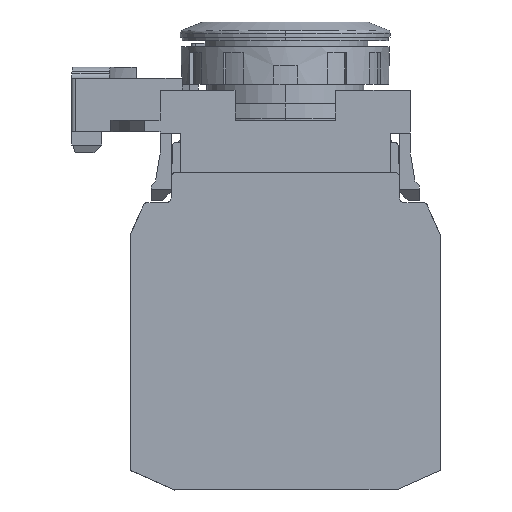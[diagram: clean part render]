
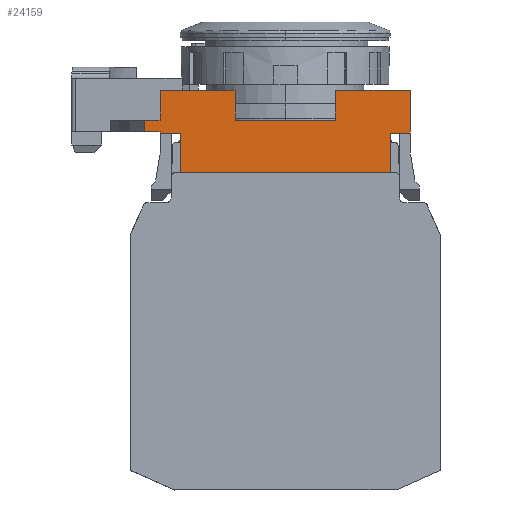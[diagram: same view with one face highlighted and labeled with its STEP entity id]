
A CAD part, left-side view. The second image highlights one B-rep face of the part: STEP entity #24159.
In plain terms, the highlighted planar face has unit normal (-1, 0, 0).
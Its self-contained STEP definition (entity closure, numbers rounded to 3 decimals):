
#211 = CARTESIAN_POINT ( 'NONE',  ( -14.9, 1.057, 11. ) ) ;
#213 = ORIENTED_EDGE ( 'NONE', *, *, #7991, .F. ) ;
#332 = CARTESIAN_POINT ( 'NONE',  ( -14.9, 6.7, 7. ) ) ;
#433 = VERTEX_POINT ( 'NONE', #8869 ) ;
#756 = DIRECTION ( 'NONE',  ( 1., 0., 0. ) ) ;
#872 = VERTEX_POINT ( 'NONE', #1053 ) ;
#978 = VECTOR ( 'NONE', #2161, 1000. ) ;
#1053 = CARTESIAN_POINT ( 'NONE',  ( -14.9, 14., 0. ) ) ;
#1064 = CARTESIAN_POINT ( 'NONE',  ( -14.9, 6.7, 11. ) ) ;
#1098 = CARTESIAN_POINT ( 'NONE',  ( -14.9, 1.057, 7. ) ) ;
#1109 = LINE ( 'NONE', #9551, #11094 ) ;
#1169 = LINE ( 'NONE', #9619, #10647 ) ;
#1562 = CARTESIAN_POINT ( 'NONE',  ( -14.9, 16.7, 7. ) ) ;
#1751 = VECTOR ( 'NONE', #8651, 1000. ) ;
#1835 = CARTESIAN_POINT ( 'NONE',  ( -14.9, 1.057, 5.5 ) ) ;
#1854 = ORIENTED_EDGE ( 'NONE', *, *, #15816, .F. ) ;
#2092 = LINE ( 'NONE', #16870, #10422 ) ;
#2161 = DIRECTION ( 'NONE',  ( 0., -1., 0. ) ) ;
#2428 = CARTESIAN_POINT ( 'NONE',  ( -14.9, 1.057, 11. ) ) ;
#2489 = ORIENTED_EDGE ( 'NONE', *, *, #25065, .F. ) ;
#2831 = CARTESIAN_POINT ( 'NONE',  ( -14.9, -16.7, 5.3 ) ) ;
#2833 = FACE_OUTER_BOUND ( 'NONE', #8341, .T. ) ;
#3284 = LINE ( 'NONE', #11723, #4541 ) ;
#3671 = VERTEX_POINT ( 'NONE', #14808 ) ;
#3700 = CARTESIAN_POINT ( 'NONE',  ( -14.9, -14., 5.3 ) ) ;
#3706 = DIRECTION ( 'NONE',  ( 0., 0., 1. ) ) ;
#4541 = VECTOR ( 'NONE', #20103, 1000. ) ;
#4675 = DIRECTION ( 'NONE',  ( 0., 1., 0. ) ) ;
#5277 = VERTEX_POINT ( 'NONE', #23815 ) ;
#5439 = VERTEX_POINT ( 'NONE', #3700 ) ;
#5495 = VERTEX_POINT ( 'NONE', #25190 ) ;
#5529 = ORIENTED_EDGE ( 'NONE', *, *, #7392, .T. ) ;
#6394 = VECTOR ( 'NONE', #26236, 1000. ) ;
#6868 = DIRECTION ( 'NONE',  ( 0., 0., 1. ) ) ;
#7096 = DIRECTION ( 'NONE',  ( 0., 0., -1. ) ) ;
#7144 = ORIENTED_EDGE ( 'NONE', *, *, #25679, .F. ) ;
#7392 = EDGE_CURVE ( 'NONE', #7427, #5439, #14197, .T. ) ;
#7427 = VERTEX_POINT ( 'NONE', #20655 ) ;
#7550 = DIRECTION ( 'NONE',  ( 0., 0., 1. ) ) ;
#7556 = ORIENTED_EDGE ( 'NONE', *, *, #19784, .F. ) ;
#7594 = LINE ( 'NONE', #16007, #26598 ) ;
#7991 = EDGE_CURVE ( 'NONE', #14426, #26115, #20005, .T. ) ;
#8341 = EDGE_LOOP ( 'NONE', ( #2489, #19849, #23957, #21800, #22229, #25901, #1854, #213, #21019, #25667, #9823, #15318, #7144, #21059, #5529, #7556 ) ) ;
#8651 = DIRECTION ( 'NONE',  ( 0., -1., 0. ) ) ;
#8663 = EDGE_CURVE ( 'NONE', #18143, #9368, #19123, .T. ) ;
#8869 = CARTESIAN_POINT ( 'NONE',  ( -14.9, 16.7, 11. ) ) ;
#9197 = DIRECTION ( 'NONE',  ( 0., 1., 0. ) ) ;
#9368 = VERTEX_POINT ( 'NONE', #19021 ) ;
#9415 = LINE ( 'NONE', #17818, #6394 ) ;
#9541 = DIRECTION ( 'NONE',  ( 0., -1., 0. ) ) ;
#9551 = CARTESIAN_POINT ( 'NONE',  ( -14.9, 16.7, 4. ) ) ;
#9619 = CARTESIAN_POINT ( 'NONE',  ( -14.9, 1.057, 5.3 ) ) ;
#9823 = ORIENTED_EDGE ( 'NONE', *, *, #10655, .F. ) ;
#10282 = DIRECTION ( 'NONE',  ( 0., 1., 0. ) ) ;
#10422 = VECTOR ( 'NONE', #25283, 1000. ) ;
#10545 = VECTOR ( 'NONE', #9541, 1000. ) ;
#10647 = VECTOR ( 'NONE', #18017, 1000. ) ;
#10655 = EDGE_CURVE ( 'NONE', #27223, #5495, #1109, .T. ) ;
#10865 = DIRECTION ( 'NONE',  ( 0., -1., 0. ) ) ;
#11010 = LINE ( 'NONE', #25761, #16536 ) ;
#11094 = VECTOR ( 'NONE', #17952, 1000. ) ;
#11274 = PLANE ( 'NONE',  #20451 ) ;
#11723 = CARTESIAN_POINT ( 'NONE',  ( -14.9, 6.7, 5.5 ) ) ;
#12078 = EDGE_CURVE ( 'NONE', #14426, #5277, #17567, .T. ) ;
#12643 = CARTESIAN_POINT ( 'NONE',  ( -14.9, 18.815, 7. ) ) ;
#12671 = LINE ( 'NONE', #21067, #978 ) ;
#12844 = VECTOR ( 'NONE', #7096, 1000. ) ;
#13442 = EDGE_CURVE ( 'NONE', #5495, #5277, #20736, .T. ) ;
#14101 = EDGE_CURVE ( 'NONE', #22998, #18143, #7594, .T. ) ;
#14197 = LINE ( 'NONE', #22602, #14499 ) ;
#14426 = VERTEX_POINT ( 'NONE', #12643 ) ;
#14499 = VECTOR ( 'NONE', #3706, 1000. ) ;
#14808 = CARTESIAN_POINT ( 'NONE',  ( -14.9, 14., 5.3 ) ) ;
#15159 = CARTESIAN_POINT ( 'NONE',  ( -14.9, -6.7, 11. ) ) ;
#15166 = LINE ( 'NONE', #23575, #21626 ) ;
#15318 = ORIENTED_EDGE ( 'NONE', *, *, #19179, .F. ) ;
#15816 = EDGE_CURVE ( 'NONE', #26115, #433, #11010, .T. ) ;
#16007 = CARTESIAN_POINT ( 'NONE',  ( -14.9, -6.7, 5.5 ) ) ;
#16436 = VECTOR ( 'NONE', #10282, 1000. ) ;
#16536 = VECTOR ( 'NONE', #6868, 1000. ) ;
#16870 = CARTESIAN_POINT ( 'NONE',  ( -14.9, 1.057, 7. ) ) ;
#17352 = VERTEX_POINT ( 'NONE', #332 ) ;
#17567 = LINE ( 'NONE', #25985, #12844 ) ;
#17818 = CARTESIAN_POINT ( 'NONE',  ( -14.9, -16.7, 5.5 ) ) ;
#17952 = DIRECTION ( 'NONE',  ( 0., 0., 1. ) ) ;
#18017 = DIRECTION ( 'NONE',  ( 0., 1., 0. ) ) ;
#18027 = LINE ( 'NONE', #26443, #26241 ) ;
#18143 = VERTEX_POINT ( 'NONE', #15159 ) ;
#19021 = CARTESIAN_POINT ( 'NONE',  ( -14.9, -16.7, 11. ) ) ;
#19123 = LINE ( 'NONE', #211, #1751 ) ;
#19179 = EDGE_CURVE ( 'NONE', #3671, #27223, #15166, .T. ) ;
#19426 = VECTOR ( 'NONE', #10865, 1000. ) ;
#19596 = EDGE_CURVE ( 'NONE', #433, #22850, #21338, .T. ) ;
#19662 = CARTESIAN_POINT ( 'NONE',  ( -14.9, -16.7, 0. ) ) ;
#19676 = VERTEX_POINT ( 'NONE', #2831 ) ;
#19784 = EDGE_CURVE ( 'NONE', #19676, #5439, #1169, .T. ) ;
#19849 = ORIENTED_EDGE ( 'NONE', *, *, #8663, .F. ) ;
#20005 = LINE ( 'NONE', #1098, #10545 ) ;
#20103 = DIRECTION ( 'NONE',  ( 0., 0., -1. ) ) ;
#20451 = AXIS2_PLACEMENT_3D ( 'NONE', #19662, #756, #9197 ) ;
#20655 = CARTESIAN_POINT ( 'NONE',  ( -14.9, -14., 0. ) ) ;
#20736 = LINE ( 'NONE', #1835, #16436 ) ;
#20756 = EDGE_CURVE ( 'NONE', #872, #7427, #12671, .T. ) ;
#21019 = ORIENTED_EDGE ( 'NONE', *, *, #12078, .T. ) ;
#21059 = ORIENTED_EDGE ( 'NONE', *, *, #20756, .T. ) ;
#21067 = CARTESIAN_POINT ( 'NONE',  ( -14.9, 0., 0. ) ) ;
#21338 = LINE ( 'NONE', #2428, #19426 ) ;
#21626 = VECTOR ( 'NONE', #4675, 1000. ) ;
#21800 = ORIENTED_EDGE ( 'NONE', *, *, #26243, .F. ) ;
#22229 = ORIENTED_EDGE ( 'NONE', *, *, #22861, .F. ) ;
#22602 = CARTESIAN_POINT ( 'NONE',  ( -14.9, -14., 2.65 ) ) ;
#22687 = CARTESIAN_POINT ( 'NONE',  ( -14.9, 16.7, 5.3 ) ) ;
#22850 = VERTEX_POINT ( 'NONE', #1064 ) ;
#22861 = EDGE_CURVE ( 'NONE', #22850, #17352, #3284, .T. ) ;
#22998 = VERTEX_POINT ( 'NONE', #27016 ) ;
#23575 = CARTESIAN_POINT ( 'NONE',  ( -14.9, 1.057, 5.3 ) ) ;
#23815 = CARTESIAN_POINT ( 'NONE',  ( -14.9, 18.815, 5.5 ) ) ;
#23957 = ORIENTED_EDGE ( 'NONE', *, *, #14101, .F. ) ;
#24159 = ADVANCED_FACE ( 'NONE', ( #2833 ), #11274, .F. ) ;
#24415 = DIRECTION ( 'NONE',  ( 0., 0., 1. ) ) ;
#25065 = EDGE_CURVE ( 'NONE', #9368, #19676, #9415, .T. ) ;
#25190 = CARTESIAN_POINT ( 'NONE',  ( -14.9, 16.7, 5.5 ) ) ;
#25283 = DIRECTION ( 'NONE',  ( 0., -1., 0. ) ) ;
#25667 = ORIENTED_EDGE ( 'NONE', *, *, #13442, .F. ) ;
#25679 = EDGE_CURVE ( 'NONE', #872, #3671, #18027, .T. ) ;
#25761 = CARTESIAN_POINT ( 'NONE',  ( -14.9, 16.7, 5.5 ) ) ;
#25901 = ORIENTED_EDGE ( 'NONE', *, *, #19596, .F. ) ;
#25985 = CARTESIAN_POINT ( 'NONE',  ( -14.9, 18.815, 6.25 ) ) ;
#26115 = VERTEX_POINT ( 'NONE', #1562 ) ;
#26236 = DIRECTION ( 'NONE',  ( 0., 0., -1. ) ) ;
#26241 = VECTOR ( 'NONE', #7550, 1000. ) ;
#26243 = EDGE_CURVE ( 'NONE', #17352, #22998, #2092, .T. ) ;
#26443 = CARTESIAN_POINT ( 'NONE',  ( -14.9, 14., 5.5 ) ) ;
#26598 = VECTOR ( 'NONE', #24415, 1000. ) ;
#27016 = CARTESIAN_POINT ( 'NONE',  ( -14.9, -6.7, 7. ) ) ;
#27223 = VERTEX_POINT ( 'NONE', #22687 ) ;
